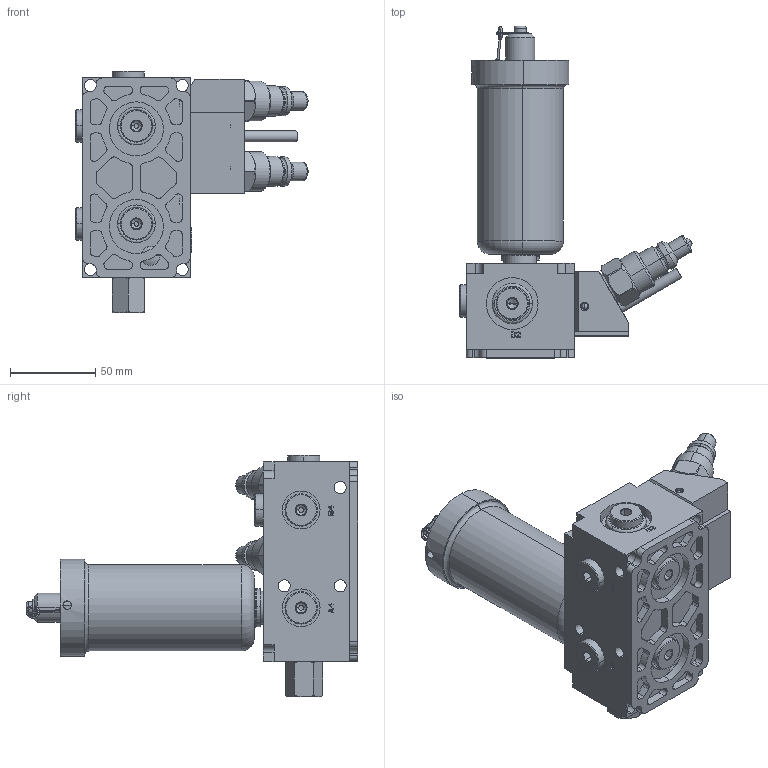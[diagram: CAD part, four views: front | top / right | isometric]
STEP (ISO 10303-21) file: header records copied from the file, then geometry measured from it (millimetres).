
FILE_DESCRIPTION((''),'2;1');
FILE_NAME('ILCML5600543','2018-06-22T',('dg'),(''),'PRO/ENGINEER BY PARAMETRIC TECHNOLOGY CORPORATION, 2013320','PRO/ENGINEER BY PARAMETRIC TECHNOLOGY CORPORATION, 2013320','');
FILE_SCHEMA(('CONFIG_CONTROL_DESIGN'));
Length unit declared in the file: inch
Products named in the file (4): ILCML5600543; 30871966; 45600511
Assembly tree (3 placements, depth 2):
  ILCML5600543
    ILCML5600543
    30871966
    45600511
Bounding box: 136.55 x 195.13 x 142.21 mm (x, y, z)
Volume: 710191.1 mm3; surface area: 111888.3 mm2
Topology: 6 solids, 8 shells, 1984 faces, 5177 edges, 3342 vertices
Faces by surface type: plane 1384, cylinder 326, cone 222, torus 48, sphere 4
Entity records: 66191 total; most frequent: CARTESIAN_POINT 16810, ORIENTED_EDGE 10314, DIRECTION 9946, EDGE_CURVE 5161, VECTOR 3994, LINE 3994, VERTEX_POINT 3342, AXIS2_PLACEMENT_3D 2976
